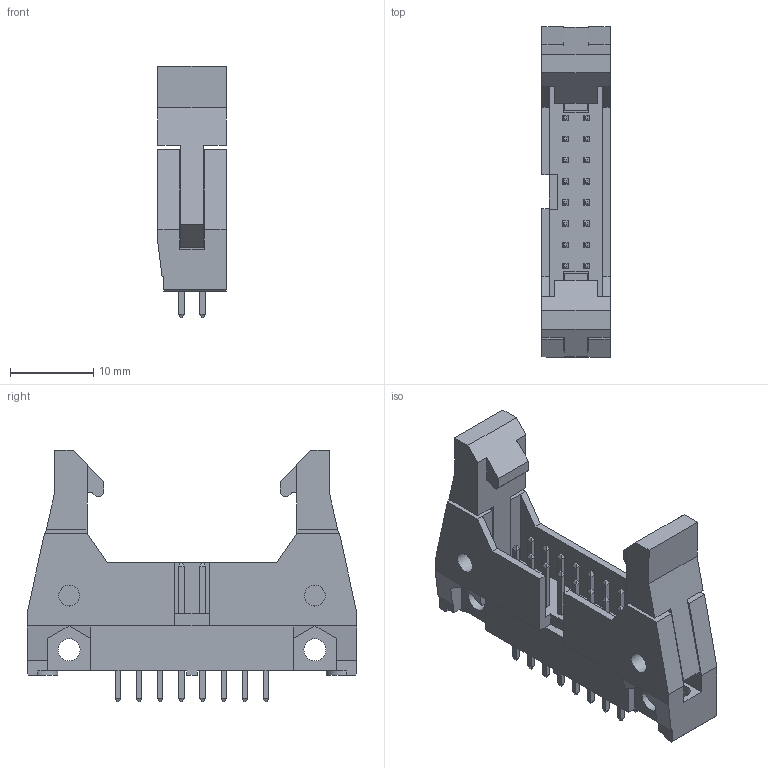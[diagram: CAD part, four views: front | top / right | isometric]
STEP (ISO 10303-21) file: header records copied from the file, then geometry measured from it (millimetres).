
FILE_DESCRIPTION(('FreeCAD Model'),'2;1');
FILE_NAME('Open CASCADE Shape Model','2024-12-17T18:41:37',(''),(''), 'Open CASCADE STEP processor 7.6','FreeCAD','Unknown');
FILE_SCHEMA(('AUTOMOTIVE_DESIGN { 1 0 10303 214 1 1 1 1 }'));
Length unit declared in the file: millimetre
Products named in the file (4): XG4A_xx31_1; Pins; Cut; Compound
Assembly tree (3 placements, depth 2):
  XG4A_xx31_1
    Pins
    Cut
    Compound
Bounding box: 8.2 x 39.6 x 30.2 mm (x, y, z)
Volume: 3608.5 mm3; surface area: 4982.1 mm2
Topology: 19 solids, 19 shells, 458 faces, 1122 edges, 700 vertices
Faces by surface type: plane 442, cylinder 16
Full cylindrical faces by diameter (mm): 2.48 x4, 2.5 x4, 2.6 x2, 2.65 x2
Entity records: 13353 total; most frequent: CARTESIAN_POINT 2284, ORIENTED_EDGE 2244, DIRECTION 2096, EDGE_CURVE 1122, LINE 1072, VECTOR 1072, VERTEX_POINT 700, AXIS2_PLACEMENT_3D 512
